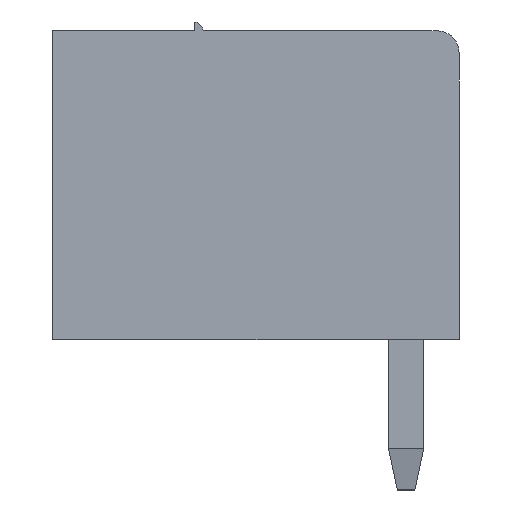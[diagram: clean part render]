
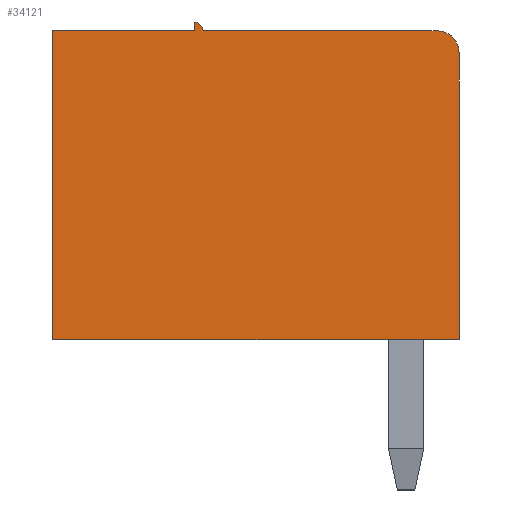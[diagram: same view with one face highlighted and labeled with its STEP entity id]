
A CAD part, left-side view. The second image highlights one B-rep face of the part: STEP entity #34121.
In plain terms, the highlighted planar face has unit normal (-1, 0, 0).
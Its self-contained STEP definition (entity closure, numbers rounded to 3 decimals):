
#116 = VERTEX_POINT ( 'NONE', #4236 ) ;
#1575 = EDGE_CURVE ( 'NONE', #28778, #23895, #8599, .T. ) ;
#1676 = ORIENTED_EDGE ( 'NONE', *, *, #13819, .T. ) ;
#2147 = DIRECTION ( 'NONE',  ( 0., 0., 1. ) ) ;
#3117 = VECTOR ( 'NONE', #24130, 1000. ) ;
#3282 = VERTEX_POINT ( 'NONE', #6109 ) ;
#3647 = ORIENTED_EDGE ( 'NONE', *, *, #14624, .F. ) ;
#3888 = DIRECTION ( 'NONE',  ( 0., -1., 0. ) ) ;
#4204 = LINE ( 'NONE', #19512, #25721 ) ;
#4236 = CARTESIAN_POINT ( 'NONE',  ( 0., 0.5, 7. ) ) ;
#4491 = ORIENTED_EDGE ( 'NONE', *, *, #29731, .T. ) ;
#5475 = DIRECTION ( 'NONE',  ( 0., 0., -1. ) ) ;
#6109 = CARTESIAN_POINT ( 'NONE',  ( 0., 6., 7. ) ) ;
#6240 = AXIS2_PLACEMENT_3D ( 'NONE', #7181, #28384, #9934 ) ;
#7181 = CARTESIAN_POINT ( 'NONE',  ( 0., 0.5, 6.5 ) ) ;
#7294 = LINE ( 'NONE', #28492, #29613 ) ;
#7597 = CARTESIAN_POINT ( 'NONE',  ( 0., 5.8, 7. ) ) ;
#8599 = CIRCLE ( 'NONE', #20693, 0.2 ) ;
#9934 = DIRECTION ( 'NONE',  ( 0., 0., -1. ) ) ;
#10024 = DIRECTION ( 'NONE',  ( 0., 0., 1. ) ) ;
#10126 = VERTEX_POINT ( 'NONE', #19446 ) ;
#10806 = LINE ( 'NONE', #21309, #26392 ) ;
#10974 = AXIS2_PLACEMENT_3D ( 'NONE', #16340, #18413, #5475 ) ;
#11253 = EDGE_CURVE ( 'NONE', #10126, #11359, #18123, .T. ) ;
#11359 = VERTEX_POINT ( 'NONE', #26181 ) ;
#12089 = VERTEX_POINT ( 'NONE', #24980 ) ;
#12291 = DIRECTION ( 'NONE',  ( 0., -1., 0. ) ) ;
#13128 = EDGE_CURVE ( 'NONE', #10126, #12089, #10806, .T. ) ;
#13465 = CARTESIAN_POINT ( 'NONE',  ( 0., 6., 7. ) ) ;
#13819 = EDGE_CURVE ( 'NONE', #23895, #3282, #23960, .T. ) ;
#13961 = ORIENTED_EDGE ( 'NONE', *, *, #13128, .T. ) ;
#14371 = ORIENTED_EDGE ( 'NONE', *, *, #1575, .T. ) ;
#14624 = EDGE_CURVE ( 'NONE', #11359, #3282, #27486, .T. ) ;
#15141 = EDGE_CURVE ( 'NONE', #12089, #30996, #7294, .T. ) ;
#15260 = ORIENTED_EDGE ( 'NONE', *, *, #11253, .F. ) ;
#15309 = DIRECTION ( 'NONE',  ( 0., 0., 1. ) ) ;
#15470 = CARTESIAN_POINT ( 'NONE',  ( 0., 6., 7. ) ) ;
#16340 = CARTESIAN_POINT ( 'NONE',  ( 0., 9.2, 7. ) ) ;
#16671 = EDGE_LOOP ( 'NONE', ( #23197, #4491, #22199, #14371, #1676, #3647, #15260, #13961 ) ) ;
#18123 = LINE ( 'NONE', #31228, #19018 ) ;
#18413 = DIRECTION ( 'NONE',  ( 1., 0., 0. ) ) ;
#18917 = PLANE ( 'NONE',  #10974 ) ;
#19018 = VECTOR ( 'NONE', #10024, 1000. ) ;
#19268 = EDGE_CURVE ( 'NONE', #28778, #116, #4204, .T. ) ;
#19446 = CARTESIAN_POINT ( 'NONE',  ( 0., 9.2, 0. ) ) ;
#19512 = CARTESIAN_POINT ( 'NONE',  ( 0., 9.2, 7. ) ) ;
#20693 = AXIS2_PLACEMENT_3D ( 'NONE', #15470, #33795, #15309 ) ;
#21309 = CARTESIAN_POINT ( 'NONE',  ( 0., 9.2, 0. ) ) ;
#22199 = ORIENTED_EDGE ( 'NONE', *, *, #19268, .F. ) ;
#23197 = ORIENTED_EDGE ( 'NONE', *, *, #15141, .T. ) ;
#23320 = CIRCLE ( 'NONE', #6240, 0.5 ) ;
#23895 = VERTEX_POINT ( 'NONE', #29808 ) ;
#23960 = LINE ( 'NONE', #13465, #3117 ) ;
#24130 = DIRECTION ( 'NONE',  ( 0., 0., -1. ) ) ;
#24980 = CARTESIAN_POINT ( 'NONE',  ( 0., 0., 0. ) ) ;
#25721 = VECTOR ( 'NONE', #12291, 1000. ) ;
#26181 = CARTESIAN_POINT ( 'NONE',  ( 0., 9.2, 7. ) ) ;
#26392 = VECTOR ( 'NONE', #27174, 1000. ) ;
#27174 = DIRECTION ( 'NONE',  ( 0., -1., 0. ) ) ;
#27486 = LINE ( 'NONE', #30425, #27890 ) ;
#27890 = VECTOR ( 'NONE', #3888, 1000. ) ;
#28384 = DIRECTION ( 'NONE',  ( -1., 0., 0. ) ) ;
#28492 = CARTESIAN_POINT ( 'NONE',  ( 0., 0., 7. ) ) ;
#28778 = VERTEX_POINT ( 'NONE', #7597 ) ;
#29097 = FACE_OUTER_BOUND ( 'NONE', #16671, .T. ) ;
#29613 = VECTOR ( 'NONE', #2147, 1000. ) ;
#29731 = EDGE_CURVE ( 'NONE', #30996, #116, #23320, .T. ) ;
#29808 = CARTESIAN_POINT ( 'NONE',  ( 0., 6., 7.2 ) ) ;
#30425 = CARTESIAN_POINT ( 'NONE',  ( 0., 9.2, 7. ) ) ;
#30996 = VERTEX_POINT ( 'NONE', #33645 ) ;
#31228 = CARTESIAN_POINT ( 'NONE',  ( 0., 9.2, 7. ) ) ;
#33645 = CARTESIAN_POINT ( 'NONE',  ( 0., 0., 6.5 ) ) ;
#33795 = DIRECTION ( 'NONE',  ( -1., 0., 0. ) ) ;
#34121 = ADVANCED_FACE ( 'NONE', ( #29097 ), #18917, .F. ) ;
